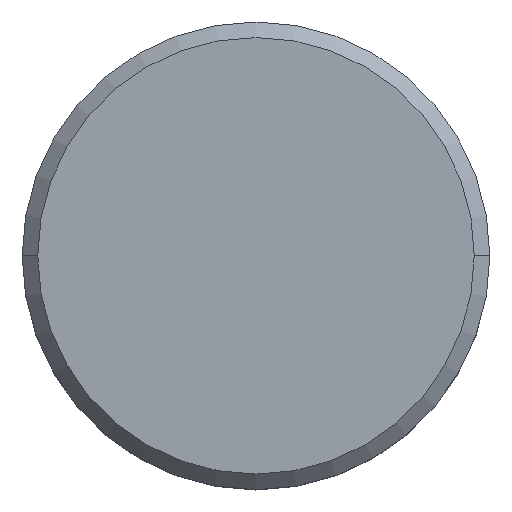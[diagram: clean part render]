
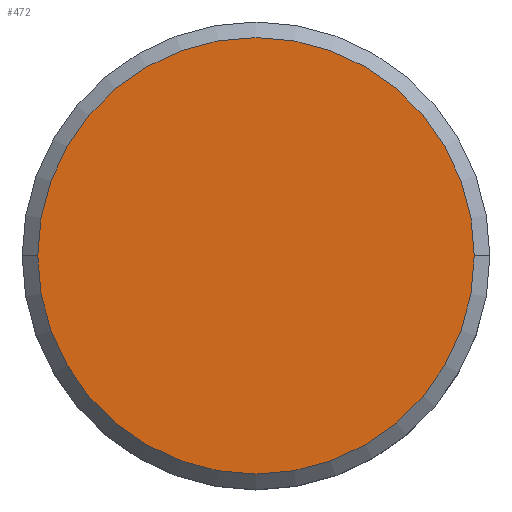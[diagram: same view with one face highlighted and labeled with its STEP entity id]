
A CAD part, top view. The second image highlights one B-rep face of the part: STEP entity #472.
In plain terms, the highlighted planar face has unit normal (0, 0, 1).
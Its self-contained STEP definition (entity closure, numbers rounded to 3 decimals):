
#10 = FACE_OUTER_BOUND ( 'NONE', #517, .T. ) ;
#31 = AXIS2_PLACEMENT_3D ( 'NONE', #561, #287, #300 ) ;
#114 = CIRCLE ( 'NONE', #296, 7. ) ;
#153 = ORIENTED_EDGE ( 'NONE', *, *, #474, .T. ) ;
#191 = CARTESIAN_POINT ( 'NONE',  ( 0., 0., 0. ) ) ;
#245 = VERTEX_POINT ( 'NONE', #465 ) ;
#287 = DIRECTION ( 'NONE',  ( 0., 0., 1. ) ) ;
#289 = AXIS2_PLACEMENT_3D ( 'NONE', #191, #387, #333 ) ;
#296 = AXIS2_PLACEMENT_3D ( 'NONE', #477, #563, #519 ) ;
#300 = DIRECTION ( 'NONE',  ( 1., 0., 0. ) ) ;
#333 = DIRECTION ( 'NONE',  ( 1., 0., 0. ) ) ;
#387 = DIRECTION ( 'NONE',  ( 0., 0., 1. ) ) ;
#398 = VERTEX_POINT ( 'NONE', #545 ) ;
#417 = CIRCLE ( 'NONE', #31, 7. ) ;
#435 = PLANE ( 'NONE',  #289 ) ;
#445 = EDGE_CURVE ( 'NONE', #398, #245, #417, .T. ) ;
#449 = ORIENTED_EDGE ( 'NONE', *, *, #445, .T. ) ;
#465 = CARTESIAN_POINT ( 'NONE',  ( 7., 0., 0. ) ) ;
#472 = ADVANCED_FACE ( 'NONE', ( #10 ), #435, .T. ) ;
#474 = EDGE_CURVE ( 'NONE', #245, #398, #114, .T. ) ;
#477 = CARTESIAN_POINT ( 'NONE',  ( 0., 0., 0. ) ) ;
#517 = EDGE_LOOP ( 'NONE', ( #449, #153 ) ) ;
#519 = DIRECTION ( 'NONE',  ( 1., 0., 0. ) ) ;
#545 = CARTESIAN_POINT ( 'NONE',  ( -7., 0., 0. ) ) ;
#561 = CARTESIAN_POINT ( 'NONE',  ( 0., 0., 0. ) ) ;
#563 = DIRECTION ( 'NONE',  ( 0., 0., 1. ) ) ;
